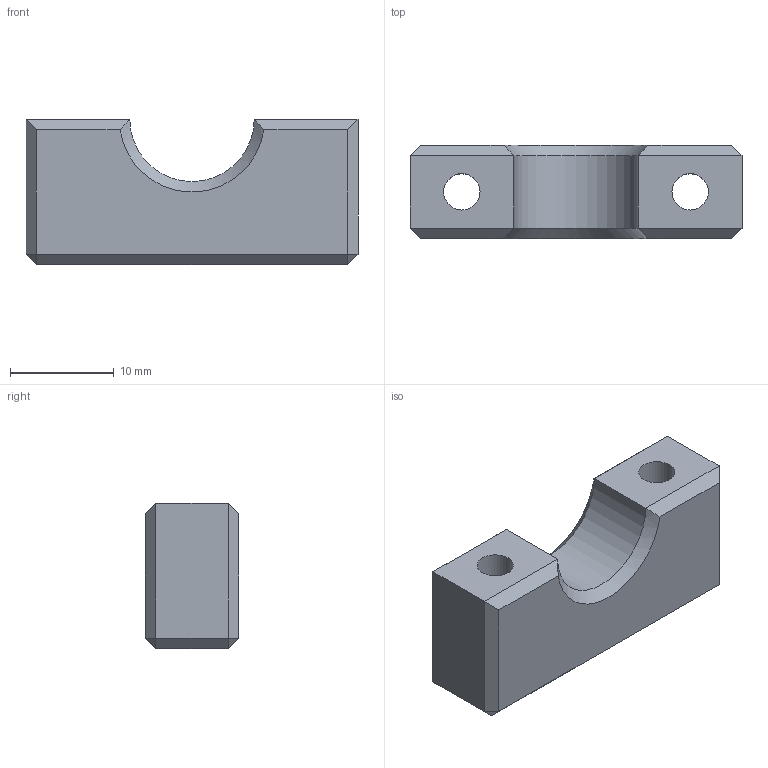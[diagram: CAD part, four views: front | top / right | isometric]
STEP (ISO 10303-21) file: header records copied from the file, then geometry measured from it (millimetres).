
FILE_DESCRIPTION(('FreeCAD Model'),'2;1');
FILE_NAME('Open CASCADE Shape Model','2023-09-21T10:05:28',('Author'),( ''),'Open CASCADE STEP processor 7.6','FreeCAD','Unknown');
FILE_SCHEMA(('AUTOMOTIVE_DESIGN { 1 0 10303 214 1 1 1 1 }'));
Length unit declared in the file: millimetre
Products named in the file (2): fork_wheel_clamp_part; Body012
Assembly tree (1 placements, depth 2):
  fork_wheel_clamp_part
    Body012
Bounding box: 32 x 9 x 14 mm (x, y, z)
Volume: 2861.4 mm3; surface area: 1922.1 mm2
Topology: 1 solids, 1 shells, 32 faces, 76 edges, 44 vertices
Faces by surface type: plane 25, cylinder 5, cone 2
Full cylindrical faces by diameter (mm): 3.5 x2, 7 x2
Entity records: 960 total; most frequent: DIRECTION 168, CARTESIAN_POINT 154, ORIENTED_EDGE 152, EDGE_CURVE 76, AXIS2_PLACEMENT_3D 58, LINE 52, VECTOR 52, VERTEX_POINT 44
